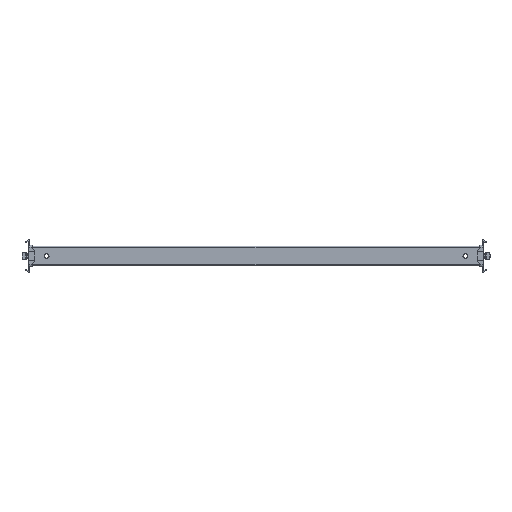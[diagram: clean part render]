
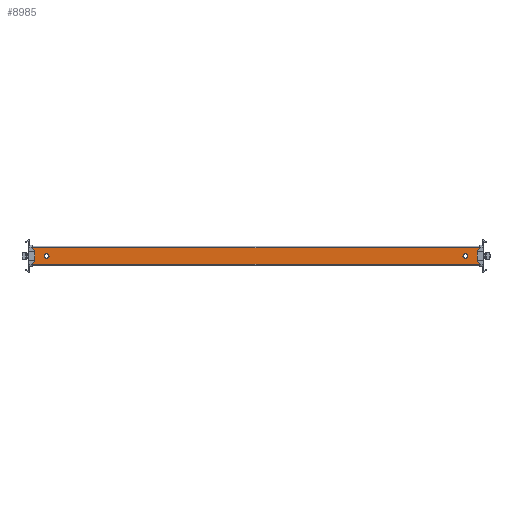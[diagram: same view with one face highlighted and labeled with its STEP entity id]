
A CAD part, front view. The second image highlights one B-rep face of the part: STEP entity #8985.
In plain terms, the highlighted planar face has unit normal (0, -1, 0).
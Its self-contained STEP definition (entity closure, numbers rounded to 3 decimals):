
#323 = EDGE_CURVE ( 'NONE', #7330, #8202, #3501, .T. ) ;
#325 = EDGE_CURVE ( 'NONE', #5161, #8244, #3500, .T. ) ;
#326 = EDGE_CURVE ( 'NONE', #8192, #7262, #3496, .T. ) ;
#329 = EDGE_CURVE ( 'NONE', #7282, #8178, #3492, .T. ) ;
#330 = EDGE_CURVE ( 'NONE', #7330, #8178, #3490, .T. ) ;
#332 = EDGE_CURVE ( 'NONE', #8244, #5161, #3488, .T. ) ;
#338 = EDGE_CURVE ( 'NONE', #7282, #8202, #3478, .T. ) ;
#346 = EDGE_CURVE ( 'NONE', #7262, #8192, #3462, .T. ) ;
#1685 = EDGE_LOOP ( 'NONE', ( #3591, #3602, #3583, #3651 ) ) ;
#1732 = EDGE_LOOP ( 'NONE', ( #3644, #3645 ) ) ;
#1751 = EDGE_LOOP ( 'NONE', ( #3600, #3643 ) ) ;
#2070 = CARTESIAN_POINT ( 'NONE',  ( 321.5, -1.5, 3.5 ) ) ;
#3462 = CIRCLE ( 'NONE', #3885, 3.5 ) ;
#3475 = VECTOR ( 'NONE', #6982, 1000. ) ;
#3478 = LINE ( 'NONE', #6984, #3475 ) ;
#3487 = VECTOR ( 'NONE', #7031, 1000. ) ;
#3488 = CIRCLE ( 'NONE', #3882, 3.5 ) ;
#3489 = VECTOR ( 'NONE', #7860, 1000. ) ;
#3490 = LINE ( 'NONE', #7810, #3487 ) ;
#3492 = LINE ( 'NONE', #7624, #3489 ) ;
#3496 = CIRCLE ( 'NONE', #3880, 3.5 ) ;
#3499 = VECTOR ( 'NONE', #7671, 1000. ) ;
#3500 = CIRCLE ( 'NONE', #3879, 3.5 ) ;
#3501 = LINE ( 'NONE', #7666, #3499 ) ;
#3583 = ORIENTED_EDGE ( 'NONE', *, *, #329, .T. ) ;
#3591 = ORIENTED_EDGE ( 'NONE', *, *, #323, .T. ) ;
#3600 = ORIENTED_EDGE ( 'NONE', *, *, #325, .F. ) ;
#3602 = ORIENTED_EDGE ( 'NONE', *, *, #338, .F. ) ;
#3643 = ORIENTED_EDGE ( 'NONE', *, *, #332, .F. ) ;
#3644 = ORIENTED_EDGE ( 'NONE', *, *, #326, .F. ) ;
#3645 = ORIENTED_EDGE ( 'NONE', *, *, #346, .F. ) ;
#3651 = ORIENTED_EDGE ( 'NONE', *, *, #330, .F. ) ;
#3879 = AXIS2_PLACEMENT_3D ( 'NONE', #7644, #7642, #7640 ) ;
#3880 = AXIS2_PLACEMENT_3D ( 'NONE', #7634, #7632, #7630 ) ;
#3882 = AXIS2_PLACEMENT_3D ( 'NONE', #6947, #7019, #7018 ) ;
#3885 = AXIS2_PLACEMENT_3D ( 'NONE', #6933, #6932, #6931 ) ;
#5161 = VERTEX_POINT ( 'NONE', #2070 ) ;
#5572 = AXIS2_PLACEMENT_3D ( 'NONE', #7499, #7509, #7494 ) ;
#6931 = DIRECTION ( 'NONE',  ( 0., 0., 1. ) ) ;
#6932 = DIRECTION ( 'NONE',  ( 0., -1., 0. ) ) ;
#6933 = CARTESIAN_POINT ( 'NONE',  ( -321.5, -1.5, 0. ) ) ;
#6947 = CARTESIAN_POINT ( 'NONE',  ( 321.5, -1.5, 0. ) ) ;
#6982 = DIRECTION ( 'NONE',  ( 0., 0., -1. ) ) ;
#6984 = CARTESIAN_POINT ( 'NONE',  ( 347.5, -1.5, -15. ) ) ;
#7018 = DIRECTION ( 'NONE',  ( 0., 0., 1. ) ) ;
#7019 = DIRECTION ( 'NONE',  ( 0., -1., 0. ) ) ;
#7031 = DIRECTION ( 'NONE',  ( 0., 0., 1. ) ) ;
#7262 = VERTEX_POINT ( 'NONE', #7781 ) ;
#7282 = VERTEX_POINT ( 'NONE', #7686 ) ;
#7330 = VERTEX_POINT ( 'NONE', #7518 ) ;
#7494 = DIRECTION ( 'NONE',  ( 0., 0., 1. ) ) ;
#7497 = PLANE ( 'NONE',  #5572 ) ;
#7499 = CARTESIAN_POINT ( 'NONE',  ( 347.5, -1.5, 15. ) ) ;
#7509 = DIRECTION ( 'NONE',  ( 0., 1., 0. ) ) ;
#7518 = CARTESIAN_POINT ( 'NONE',  ( -347.5, -1.5, -12.75 ) ) ;
#7564 = CARTESIAN_POINT ( 'NONE',  ( 321.5, -1.5, -3.5 ) ) ;
#7624 = CARTESIAN_POINT ( 'NONE',  ( 347.5, -1.5, 12.75 ) ) ;
#7630 = DIRECTION ( 'NONE',  ( 0., 0., 1. ) ) ;
#7632 = DIRECTION ( 'NONE',  ( 0., -1., 0. ) ) ;
#7634 = CARTESIAN_POINT ( 'NONE',  ( -321.5, -1.5, 0. ) ) ;
#7640 = DIRECTION ( 'NONE',  ( 0., 0., 1. ) ) ;
#7642 = DIRECTION ( 'NONE',  ( 0., -1., 0. ) ) ;
#7641 = CARTESIAN_POINT ( 'NONE',  ( 347.5, -1.5, -12.75 ) ) ;
#7644 = CARTESIAN_POINT ( 'NONE',  ( 321.5, -1.5, 0. ) ) ;
#7664 = CARTESIAN_POINT ( 'NONE',  ( -321.5, -1.5, 3.5 ) ) ;
#7666 = CARTESIAN_POINT ( 'NONE',  ( -347.5, -1.5, -12.75 ) ) ;
#7671 = DIRECTION ( 'NONE',  ( 1., 0., 0. ) ) ;
#7686 = CARTESIAN_POINT ( 'NONE',  ( 347.5, -1.5, 12.75 ) ) ;
#7700 = CARTESIAN_POINT ( 'NONE',  ( -347.5, -1.5, 12.75 ) ) ;
#7781 = CARTESIAN_POINT ( 'NONE',  ( -321.5, -1.5, -3.5 ) ) ;
#7810 = CARTESIAN_POINT ( 'NONE',  ( -347.5, -1.5, -15. ) ) ;
#7860 = DIRECTION ( 'NONE',  ( -1., 0., 0. ) ) ;
#8073 = FACE_BOUND ( 'NONE', #1751, .T. ) ;
#8076 = FACE_OUTER_BOUND ( 'NONE', #1685, .T. ) ;
#8081 = FACE_BOUND ( 'NONE', #1732, .T. ) ;
#8178 = VERTEX_POINT ( 'NONE', #7700 ) ;
#8192 = VERTEX_POINT ( 'NONE', #7664 ) ;
#8202 = VERTEX_POINT ( 'NONE', #7641 ) ;
#8244 = VERTEX_POINT ( 'NONE', #7564 ) ;
#8985 = ADVANCED_FACE ( 'NONE', ( #8073, #8081, #8076 ), #7497, .F. ) ;
